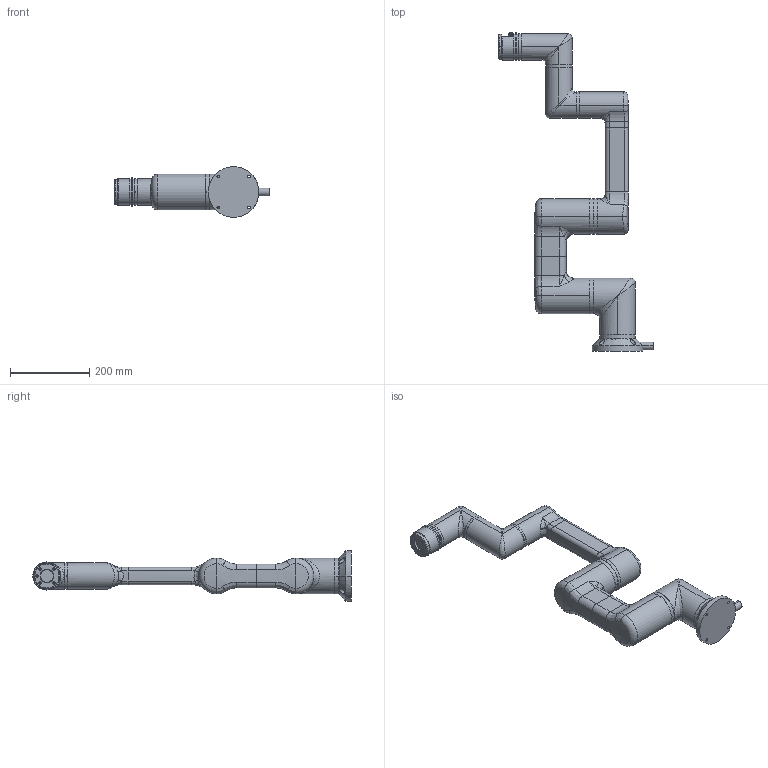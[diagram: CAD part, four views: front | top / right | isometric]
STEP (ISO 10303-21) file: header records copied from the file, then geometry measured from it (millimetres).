
FILE_DESCRIPTION((''),'2;1');
FILE_NAME('180306_HCR3_000A_TOTAL_ASSY_STL_ASM','2018-08-02T',('ys1.seo'),(''),'PRO/ENGINEER BY PARAMETRIC TECHNOLOGY CORPORATION, 2015440','PRO/ENGINEER BY PARAMETRIC TECHNOLOGY CORPORATION, 2015440','');
FILE_SCHEMA(('AUTOMOTIVE_DESIGN { 1 0 10303 214 1 1 1 1 }'));
Length unit declared in the file: millimetre
Products named in the file (27): HCR3-BSP-801A-BASE_PLATE; HCR3-BSA-800A-BASE_ASSY_ASM; HCR3-J1P-101A_J1_HOUSING_MACH; HCR3-J1P-109A_J123_RUB_BAND; HCR3-J1P-108A_J123_ROTAT_RING; HCR3-J1A-100A_J1_ASSY_ASM; J3-HOUSING; HCR3-J2A-200A-J2_ASSY_ASM; HCR3-J3A-300A-J3_ASSY_ASM; HCR3_ARP-901A_ELBOW_ARM; HCR3_ARP-903A_ELBOW_ARM_MOUNT; HCR3-ARA-900A-ARM_ASSY_ASM; HCR3-J4P-401A_J4_HOUSING_MACH; HCR3-J4P-410A_J456_RUB_BAND; HCR3-J4P-409A_J456_ROTAT_RING; HCR3-J4A-400A_J4_ASSY_ASM; HCR3-J5P-501A_J5_J6_HOUSING; HCR3-J5A-500A_J5_ASSY_ASM; HCR3-J6A-600A_J6_ASSY_ASM; HCR3-TIP-701A_TOOL_IO_MOUNT; HCR3-TIP-703A_TOOL_IO_PCB_COVER; HCR3-TIP-705A_RING_LED_COVER1; HCR3-TIA-701A_RING_LED_ASSY_ASM; HCR3-TIP-704A_TOOL_IO_MOUNT_COV; 0002729585; HCR3-TIA-700A_TOOL_IO_ASSY_ASM; 180306_HCR3_000A_TOTAL_ASSY_STL_ASM
Assembly tree (36 placements, depth 4):
  180306_HCR3_000A_TOTAL_ASSY_STL_ASM
    HCR3-BSA-800A-BASE_ASSY_ASM
      HCR3-BSP-801A-BASE_PLATE
    HCR3-J1A-100A_J1_ASSY_ASM
      HCR3-J1P-101A_J1_HOUSING_MACH
      HCR3-J1P-109A_J123_RUB_BAND
      HCR3-J1P-108A_J123_ROTAT_RING
    HCR3-J2A-200A-J2_ASSY_ASM
      J3-HOUSING
      HCR3-J1P-109A_J123_RUB_BAND
      HCR3-J1P-108A_J123_ROTAT_RING
    HCR3-J3A-300A-J3_ASSY_ASM
      J3-HOUSING
      HCR3-J1P-109A_J123_RUB_BAND
      HCR3-J1P-108A_J123_ROTAT_RING
    HCR3-ARA-900A-ARM_ASSY_ASM
      HCR3_ARP-901A_ELBOW_ARM
      HCR3_ARP-903A_ELBOW_ARM_MOUNT
    HCR3-J4A-400A_J4_ASSY_ASM
      HCR3-J4P-401A_J4_HOUSING_MACH
      HCR3-J4P-410A_J456_RUB_BAND
      HCR3-J4P-409A_J456_ROTAT_RING
    HCR3-J5A-500A_J5_ASSY_ASM
      HCR3-J5P-501A_J5_J6_HOUSING
      HCR3-J4P-410A_J456_RUB_BAND
      HCR3-J4P-409A_J456_ROTAT_RING
    HCR3-J6A-600A_J6_ASSY_ASM
      HCR3-J5P-501A_J5_J6_HOUSING
      HCR3-J4P-410A_J456_RUB_BAND
      HCR3-J4P-409A_J456_ROTAT_RING
    HCR3-TIA-700A_TOOL_IO_ASSY_ASM
      HCR3-TIP-701A_TOOL_IO_MOUNT
      HCR3-TIP-703A_TOOL_IO_PCB_COVER
      HCR3-TIA-701A_RING_LED_ASSY_ASM
        HCR3-TIP-705A_RING_LED_COVER1
      HCR3-TIP-704A_TOOL_IO_MOUNT_COV
      0002729585
Bounding box: 390.6 x 805.1 x 128 mm (x, y, z)
Volume: 6553991.4 mm3; surface area: 531866.2 mm2
Topology: 26 solids, 30 shells, 782 faces, 1897 edges, 1172 vertices
Faces by surface type: cylinder 302, plane 267, cone 79, bspline 67, torus 64, sphere 3
Entity records: 39062 total; most frequent: CARTESIAN_POINT 8966, DIRECTION 3278, ORIENTED_EDGE 3172, PRESENTATION_STYLE_ASSIGNMENT 2100, STYLED_ITEM 2100, EDGE_CURVE 1594, CURVE_STYLE 1556, AXIS2_PLACEMENT_3D 1352
